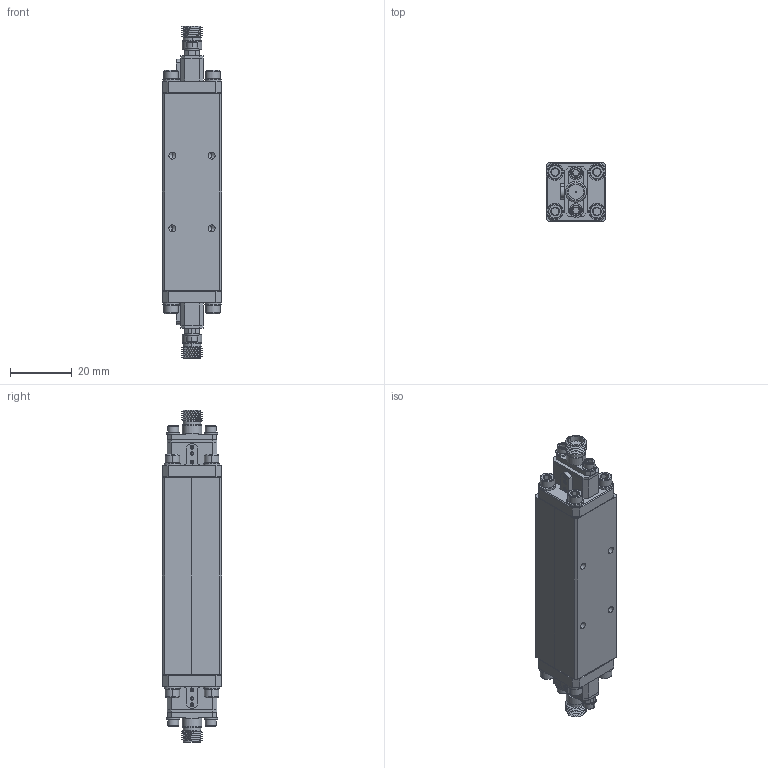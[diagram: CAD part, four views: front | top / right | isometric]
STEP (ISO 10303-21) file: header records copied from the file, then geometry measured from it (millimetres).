
FILE_DESCRIPTION (( 'STEP AP203' ), '1' );
FILE_NAME ('DMWF-28-161-BCE1 df.STEP', '2019-06-20T17:43:04', ( '' ), ( '' ), 'SwSTEP 2.0', 'SolidWorks 2016', '' );
FILE_SCHEMA (( 'CONFIG_CONTROL_DESIGN' ));
Length unit declared in the file: inch
Products named in the file (1): DMWF-28-161-BCE1 df
Bounding box: 19.05 x 19.05 x 107.19 mm (x, y, z)
Volume: 27786 mm3; surface area: 15996.6 mm2
Topology: 38 solids, 38 shells, 1218 faces, 2556 edges, 1460 vertices
Faces by surface type: plane 522, cone 416, cylinder 272, torus 4, bspline 4
Entity records: 35055 total; most frequent: CARTESIAN_POINT 9351, DIRECTION 5550, ORIENTED_EDGE 5000, EDGE_CURVE 2500, AXIS2_PLACEMENT_3D 2125, VERTEX_POINT 1460, EDGE_LOOP 1356, LINE 1300
